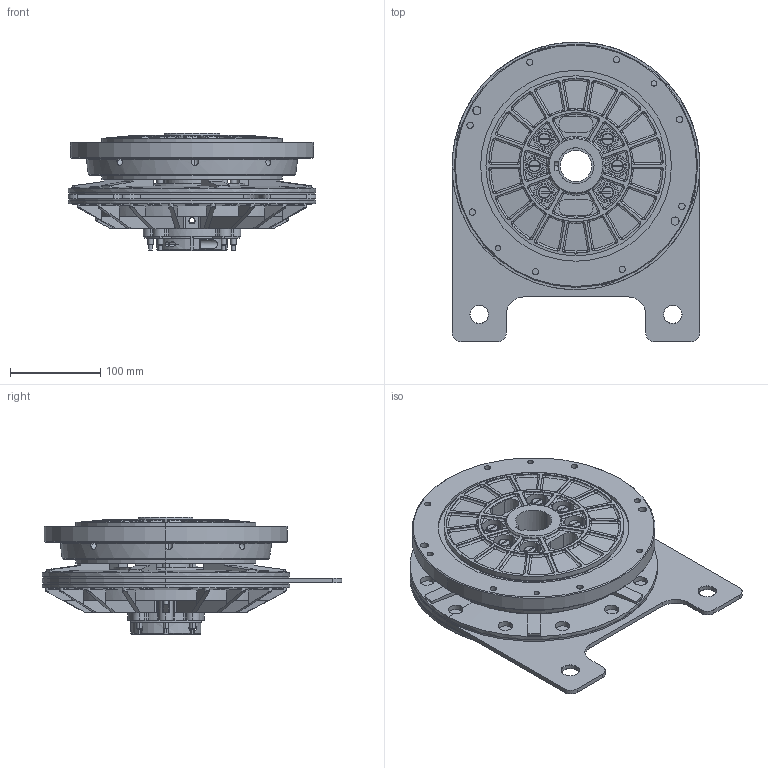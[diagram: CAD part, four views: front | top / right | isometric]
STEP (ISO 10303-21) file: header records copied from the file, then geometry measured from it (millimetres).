
FILE_DESCRIPTION (( 'STEP AP203' ), '1' );
FILE_NAME ('Assem1.STEP', '2017-11-06T00:52:00', ( ' ' ), ( '' ), 'SwSTEP 2.0', 'SolidWorks 2009', '' );
FILE_SCHEMA (( 'CONFIG_CONTROL_DESIGN' ));
Length unit declared in the file: millimetre
Products named in the file (1): Assem1
Bounding box: 275 x 333 x 130 mm (x, y, z)
Volume: 3170647 mm3; surface area: 760394.9 mm2
Topology: 1 solids, 25 shells, 2333 faces, 5947 edges, 3691 vertices
Faces by surface type: cylinder 1060, plane 643, bspline 400, cone 230
Entity records: 122227 total; most frequent: CARTESIAN_POINT 68526, ORIENTED_EDGE 11726, DIRECTION 10560, EDGE_CURVE 5863, AXIS2_PLACEMENT_3D 4198, VERTEX_POINT 3691, EDGE_LOOP 2586, FACE_OUTER_BOUND 2333
